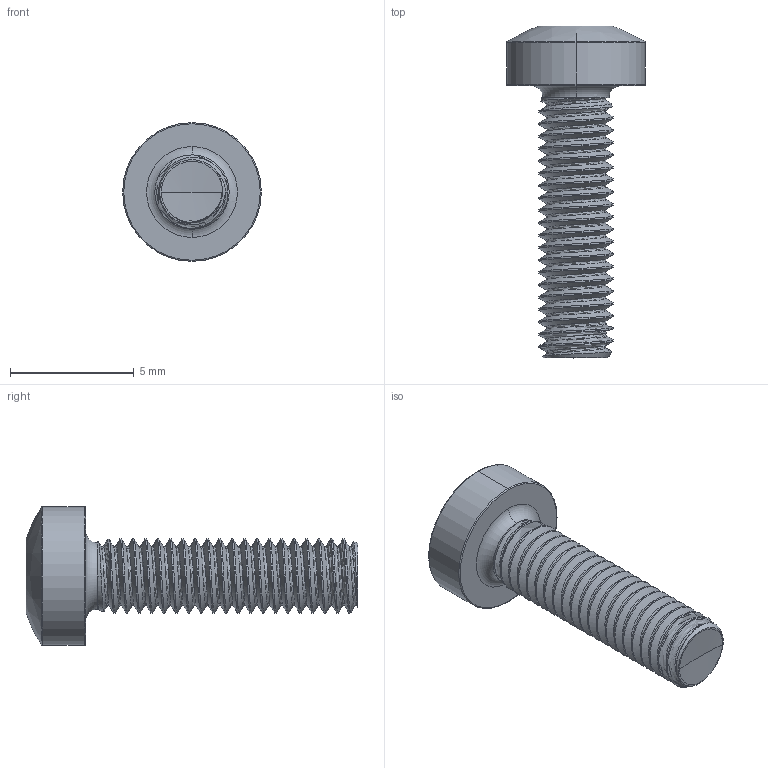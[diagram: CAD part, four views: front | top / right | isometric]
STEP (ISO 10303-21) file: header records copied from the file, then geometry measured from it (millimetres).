
FILE_DESCRIPTION (( 'STEP AP203' ), '1' );
FILE_NAME ('STM390300110.STEP', '2024-03-26T20:18:56', ( '' ), ( '' ), 'SwSTEP 2.0', 'SolidWorks 2015', '' );
FILE_SCHEMA (( 'CONFIG_CONTROL_DESIGN' ));
Length unit declared in the file: millimetre
Products named in the file (1): STM390300110
Bounding box: 5.6 x 13.4 x 5.6 mm (x, y, z)
Volume: 109.4 mm3; surface area: 244.6 mm2
Topology: 1 solids, 1 shells, 107 faces, 287 edges, 182 vertices
Faces by surface type: cylinder 61, bspline 17, cone 10, torus 10, plane 5, sphere 4
Entity records: 18919 total; most frequent: CARTESIAN_POINT 16604, ORIENTED_EDGE 570, DIRECTION 362, EDGE_CURVE 285, VERTEX_POINT 182, AXIS2_PLACEMENT_3D 147, EDGE_LOOP 109, ADVANCED_FACE 107
